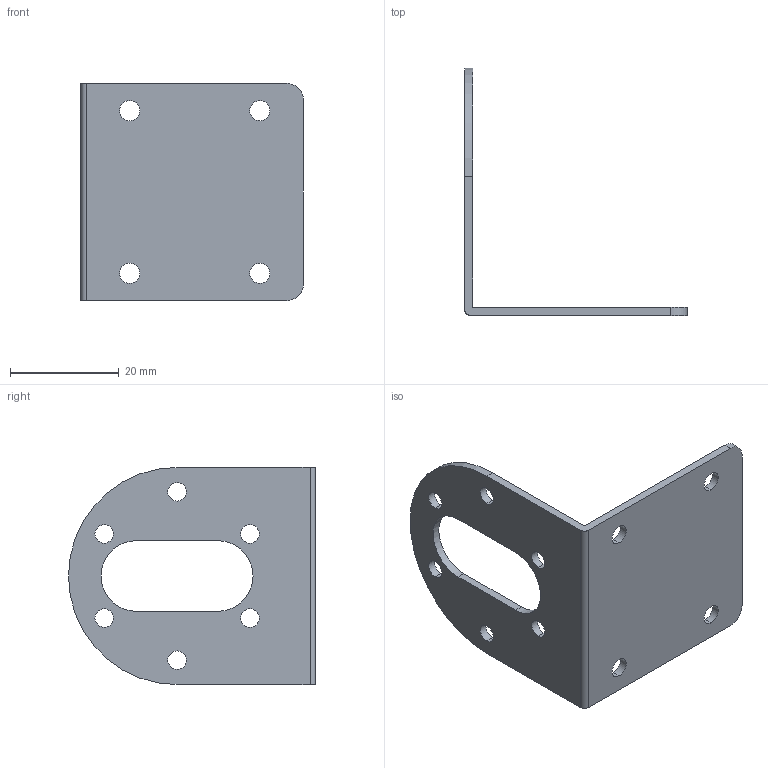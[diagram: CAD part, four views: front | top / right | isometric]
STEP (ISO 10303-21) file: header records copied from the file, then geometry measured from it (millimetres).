
FILE_DESCRIPTION (( 'STEP AP203' ), '1' );
FILE_NAME ('萇儂盓殤.STEP', '2020-11-05T11:03:02', ( '' ), ( '' ), 'SwSTEP 2.0', 'SolidWorks 2016', '' );
FILE_SCHEMA (( 'CONFIG_CONTROL_DESIGN' ));
Length unit declared in the file: millimetre
Products named in the file (1): 萇儂盓殤
Bounding box: 41 x 45.5 x 40 mm (x, y, z)
Volume: 4190.3 mm3; surface area: 6198.4 mm2
Topology: 1 solids, 1 shells, 35 faces, 99 edges, 66 vertices
Faces by surface type: cylinder 26, plane 9
Entity records: 1286 total; most frequent: DIRECTION 223, CARTESIAN_POINT 201, ORIENTED_EDGE 198, EDGE_CURVE 99, AXIS2_PLACEMENT_3D 88, VERTEX_POINT 66, EDGE_LOOP 57, CIRCLE 52
